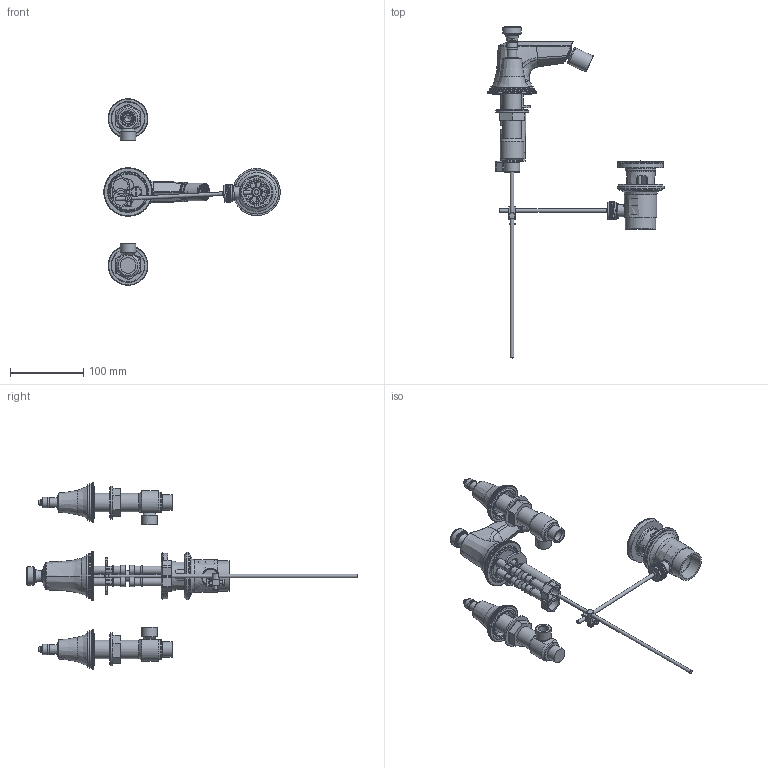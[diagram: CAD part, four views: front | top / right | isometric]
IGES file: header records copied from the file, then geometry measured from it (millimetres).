
Global section: file name: V613; native system: Autodesk Inventor 2018; preprocessor: unknown; author: adaniels; date: 20190709.134637; units: millimetre
Bounding box: 240.09 x 452 x 254 mm (x, y, z)
Volume: 472274.2 mm3; surface area: 233792.7 mm2
Topology: 56 solids, 60 shells, 5106 faces, 13413 edges, 8774 vertices
Faces by surface type: bspline 5106
